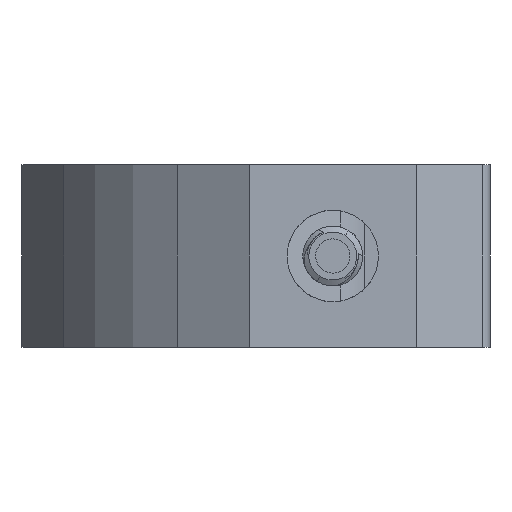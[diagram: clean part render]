
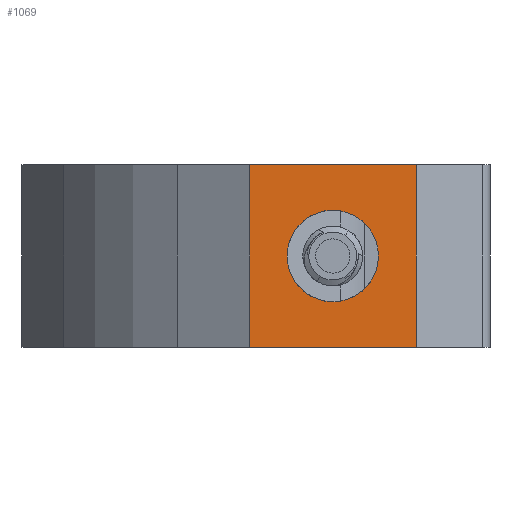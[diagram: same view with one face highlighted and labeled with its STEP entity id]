
A CAD part, front view. The second image highlights one B-rep face of the part: STEP entity #1069.
In plain terms, the highlighted planar face has unit normal (0, -1, 0).
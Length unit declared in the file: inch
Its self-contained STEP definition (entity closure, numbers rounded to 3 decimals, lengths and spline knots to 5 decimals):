
#98 = AXIS2_PLACEMENT_3D ( 'NONE', #3217, #3101, #3108 ) ;
#386 = DIRECTION ( 'NONE',  ( -1., 0., 0. ) ) ;
#571 = PLANE ( 'NONE',  #5506 ) ;
#591 = CARTESIAN_POINT ( 'NONE',  ( 0.43776, -0.85, 0.25 ) ) ;
#620 = DIRECTION ( 'NONE',  ( 0., 1., 0. ) ) ;
#809 = EDGE_CURVE ( 'NONE', #4541, #4631, #1105, .T. ) ;
#863 = EDGE_CURVE ( 'NONE', #4967, #4280, #1732, .T. ) ;
#1069 = ADVANCED_FACE ( 'NONE', ( #5154, #5090 ), #571, .F. ) ;
#1105 = CIRCLE ( 'NONE', #98, 0.125 ) ;
#1227 = EDGE_CURVE ( 'NONE', #4627, #4480, #2198, .T. ) ;
#1259 = EDGE_CURVE ( 'NONE', #4631, #4541, #2711, .T. ) ;
#1269 = EDGE_CURVE ( 'NONE', #4280, #4480, #3717, .T. ) ;
#1271 = EDGE_CURVE ( 'NONE', #4967, #4627, #4019, .T. ) ;
#1459 = CARTESIAN_POINT ( 'NONE',  ( -0.01776, -0.85, 0.25 ) ) ;
#1641 = DIRECTION ( 'NONE',  ( 0., 0., -1. ) ) ;
#1732 = LINE ( 'NONE', #1459, #5066 ) ;
#2198 = LINE ( 'NONE', #2217, #6636 ) ;
#2212 = DIRECTION ( 'NONE',  ( 0., 0., -1. ) ) ;
#2217 = CARTESIAN_POINT ( 'NONE',  ( 0.43776, -0.85, 0.25 ) ) ;
#2711 = CIRCLE ( 'NONE', #6669, 0.125 ) ;
#3101 = DIRECTION ( 'NONE',  ( 0., -1., 0. ) ) ;
#3108 = DIRECTION ( 'NONE',  ( 0., 0., -1. ) ) ;
#3217 = CARTESIAN_POINT ( 'NONE',  ( 0.21, -0.85, 0. ) ) ;
#3673 = CARTESIAN_POINT ( 'NONE',  ( -0.01776, -0.85, -0.25 ) ) ;
#3711 = CARTESIAN_POINT ( 'NONE',  ( 0.21, -0.85, 0. ) ) ;
#3717 = LINE ( 'NONE', #4006, #6698 ) ;
#3791 = CARTESIAN_POINT ( 'NONE',  ( 0.43776, -0.85, 0.25 ) ) ;
#3858 = CARTESIAN_POINT ( 'NONE',  ( 0.21, -0.85, 0.125 ) ) ;
#3875 = CARTESIAN_POINT ( 'NONE',  ( 0.43776, -0.85, -0.25 ) ) ;
#3939 = DIRECTION ( 'NONE',  ( 1., 0., 0. ) ) ;
#3945 = DIRECTION ( 'NONE',  ( 1., 0., 0. ) ) ;
#3983 = DIRECTION ( 'NONE',  ( 0., 0., -1. ) ) ;
#3985 = DIRECTION ( 'NONE',  ( 0., -1., 0. ) ) ;
#4006 = CARTESIAN_POINT ( 'NONE',  ( 0.43776, -0.85, -0.25 ) ) ;
#4019 = LINE ( 'NONE', #4021, #6723 ) ;
#4021 = CARTESIAN_POINT ( 'NONE',  ( 0.43776, -0.85, 0.25 ) ) ;
#4059 = CARTESIAN_POINT ( 'NONE',  ( 0.21, -0.85, -0.125 ) ) ;
#4096 = CARTESIAN_POINT ( 'NONE',  ( -0.01776, -0.85, 0.25 ) ) ;
#4232 = EDGE_LOOP ( 'NONE', ( #4351, #4307, #4337, #4330 ) ) ;
#4278 = EDGE_LOOP ( 'NONE', ( #4348, #4341 ) ) ;
#4280 = VERTEX_POINT ( 'NONE', #3673 ) ;
#4307 = ORIENTED_EDGE ( 'NONE', *, *, #1227, .F. ) ;
#4330 = ORIENTED_EDGE ( 'NONE', *, *, #863, .T. ) ;
#4337 = ORIENTED_EDGE ( 'NONE', *, *, #1271, .F. ) ;
#4341 = ORIENTED_EDGE ( 'NONE', *, *, #809, .F. ) ;
#4348 = ORIENTED_EDGE ( 'NONE', *, *, #1259, .F. ) ;
#4351 = ORIENTED_EDGE ( 'NONE', *, *, #1269, .T. ) ;
#4480 = VERTEX_POINT ( 'NONE', #3875 ) ;
#4541 = VERTEX_POINT ( 'NONE', #3858 ) ;
#4627 = VERTEX_POINT ( 'NONE', #3791 ) ;
#4631 = VERTEX_POINT ( 'NONE', #4059 ) ;
#4967 = VERTEX_POINT ( 'NONE', #4096 ) ;
#5066 = VECTOR ( 'NONE', #1641, 39.37008 ) ;
#5090 = FACE_OUTER_BOUND ( 'NONE', #4232, .T. ) ;
#5154 = FACE_BOUND ( 'NONE', #4278, .T. ) ;
#5506 = AXIS2_PLACEMENT_3D ( 'NONE', #591, #620, #386 ) ;
#6636 = VECTOR ( 'NONE', #2212, 39.37008 ) ;
#6669 = AXIS2_PLACEMENT_3D ( 'NONE', #3711, #3985, #3983 ) ;
#6698 = VECTOR ( 'NONE', #3939, 39.37008 ) ;
#6723 = VECTOR ( 'NONE', #3945, 39.37008 ) ;
